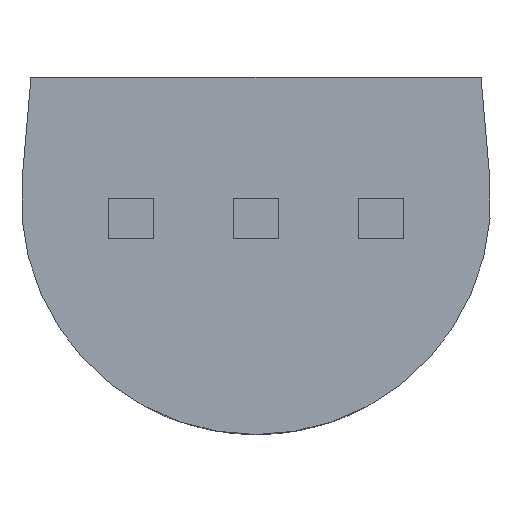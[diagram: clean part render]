
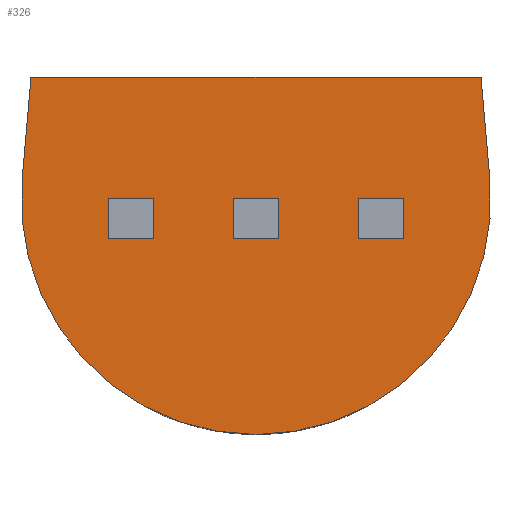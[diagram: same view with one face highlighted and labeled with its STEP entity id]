
A CAD part, front view. The second image highlights one B-rep face of the part: STEP entity #326.
In plain terms, the highlighted planar face has unit normal (0, -1, 0).
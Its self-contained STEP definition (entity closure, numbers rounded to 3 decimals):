
#9 = VECTOR ( 'NONE', #407, 1000. ) ;
#24 = CIRCLE ( 'NONE', #938, 2.38 ) ;
#26 = FACE_OUTER_BOUND ( 'NONE', #803, .T. ) ;
#138 = VECTOR ( 'NONE', #919, 1000. ) ;
#143 = PLANE ( 'NONE',  #519 ) ;
#174 = VERTEX_POINT ( 'NONE', #380 ) ;
#211 = ORIENTED_EDGE ( 'NONE', *, *, #227, .F. ) ;
#227 = EDGE_CURVE ( 'NONE', #761, #884, #503, .T. ) ;
#232 = CARTESIAN_POINT ( 'NONE',  ( -2.282, 0., 1.43 ) ) ;
#245 = CARTESIAN_POINT ( 'NONE',  ( 2.371, 0., 0.395 ) ) ;
#253 = DIRECTION ( 'NONE',  ( 0.086, 0., -0.996 ) ) ;
#282 = EDGE_CURVE ( 'NONE', #174, #800, #990, .T. ) ;
#289 = CARTESIAN_POINT ( 'NONE',  ( 0., 0., 0.19 ) ) ;
#321 = VECTOR ( 'NONE', #253, 1000. ) ;
#322 = CARTESIAN_POINT ( 'NONE',  ( 2.282, 0., 1.43 ) ) ;
#326 = ADVANCED_FACE ( 'NONE', ( #26 ), #143, .F. ) ;
#380 = CARTESIAN_POINT ( 'NONE',  ( 0., 0., -2.19 ) ) ;
#395 = CARTESIAN_POINT ( 'NONE',  ( 2.282, 0., 1.43 ) ) ;
#407 = DIRECTION ( 'NONE',  ( 0.086, 0., 0.996 ) ) ;
#432 = EDGE_CURVE ( 'NONE', #546, #174, #24, .T. ) ;
#468 = DIRECTION ( 'NONE',  ( 0., 1., 0. ) ) ;
#503 = LINE ( 'NONE', #232, #138 ) ;
#504 = ORIENTED_EDGE ( 'NONE', *, *, #659, .F. ) ;
#519 = AXIS2_PLACEMENT_3D ( 'NONE', #618, #468, #694 ) ;
#541 = ORIENTED_EDGE ( 'NONE', *, *, #432, .F. ) ;
#546 = VERTEX_POINT ( 'NONE', #245 ) ;
#618 = CARTESIAN_POINT ( 'NONE',  ( 0., 0., 0.19 ) ) ;
#646 = LINE ( 'NONE', #732, #9 ) ;
#658 = CARTESIAN_POINT ( 'NONE',  ( 0., 0., 0.19 ) ) ;
#659 = EDGE_CURVE ( 'NONE', #800, #761, #646, .T. ) ;
#661 = LINE ( 'NONE', #395, #321 ) ;
#694 = DIRECTION ( 'NONE',  ( 1., 0., 0. ) ) ;
#710 = CARTESIAN_POINT ( 'NONE',  ( -2.282, 0., 1.43 ) ) ;
#732 = CARTESIAN_POINT ( 'NONE',  ( -2.371, 0., 0.395 ) ) ;
#741 = EDGE_CURVE ( 'NONE', #884, #546, #661, .T. ) ;
#745 = DIRECTION ( 'NONE',  ( 0., 1., 0. ) ) ;
#746 = AXIS2_PLACEMENT_3D ( 'NONE', #289, #745, #756 ) ;
#756 = DIRECTION ( 'NONE',  ( 0., 0., 1. ) ) ;
#761 = VERTEX_POINT ( 'NONE', #710 ) ;
#800 = VERTEX_POINT ( 'NONE', #953 ) ;
#803 = EDGE_LOOP ( 'NONE', ( #541, #887, #211, #504, #881 ) ) ;
#810 = DIRECTION ( 'NONE',  ( 0., 1., 0. ) ) ;
#881 = ORIENTED_EDGE ( 'NONE', *, *, #282, .F. ) ;
#884 = VERTEX_POINT ( 'NONE', #322 ) ;
#887 = ORIENTED_EDGE ( 'NONE', *, *, #741, .F. ) ;
#914 = DIRECTION ( 'NONE',  ( 0., 0., 1. ) ) ;
#919 = DIRECTION ( 'NONE',  ( 1., 0., 0. ) ) ;
#938 = AXIS2_PLACEMENT_3D ( 'NONE', #658, #810, #914 ) ;
#953 = CARTESIAN_POINT ( 'NONE',  ( -2.371, 0., 0.395 ) ) ;
#990 = CIRCLE ( 'NONE', #746, 2.38 ) ;
